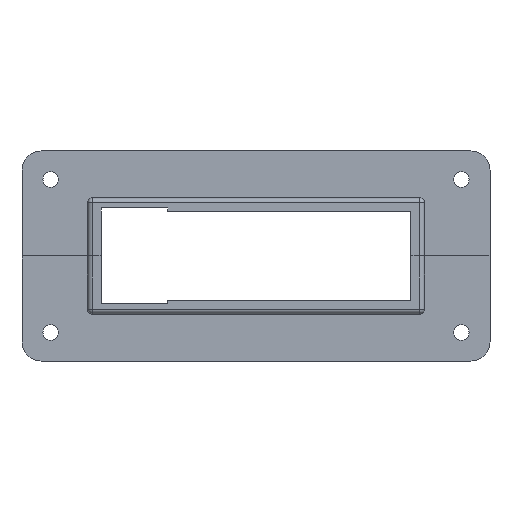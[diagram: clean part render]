
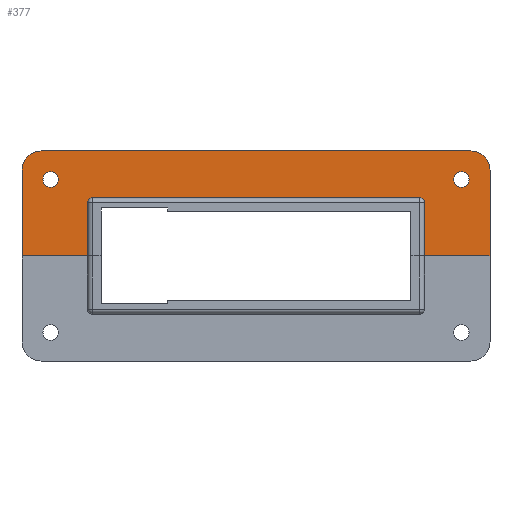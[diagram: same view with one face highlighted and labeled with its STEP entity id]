
A CAD part, top view. The second image highlights one B-rep face of the part: STEP entity #377.
In plain terms, the highlighted planar face has unit normal (0, 0, 1).
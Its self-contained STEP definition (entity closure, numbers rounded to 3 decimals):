
#107=(
BOUNDED_CURVE()
B_SPLINE_CURVE(3,(#4728,#4729,#4730,#4731),.UNSPECIFIED.,.F.,.F.)
B_SPLINE_CURVE_WITH_KNOTS((4,4),(0.,1.),.UNSPECIFIED.)
CURVE()
GEOMETRIC_REPRESENTATION_ITEM()
RATIONAL_B_SPLINE_CURVE((1.,0.805,0.805,1.))
REPRESENTATION_ITEM('')
);
#108=(
BOUNDED_CURVE()
B_SPLINE_CURVE(3,(#4741,#4742,#4743,#4744),.UNSPECIFIED.,.F.,.F.)
B_SPLINE_CURVE_WITH_KNOTS((4,4),(0.,1.),.UNSPECIFIED.)
CURVE()
GEOMETRIC_REPRESENTATION_ITEM()
RATIONAL_B_SPLINE_CURVE((1.,0.805,0.805,1.))
REPRESENTATION_ITEM('')
);
#134=FACE_BOUND('',#849,.T.);
#135=FACE_BOUND('',#850,.T.);
#136=FACE_BOUND('',#851,.T.);
#225=CIRCLE('',#3273,3.25);
#227=CIRCLE('',#3276,3.25);
#241=CIRCLE('',#3326,8.);
#243=CIRCLE('',#3330,8.);
#250=CIRCLE('',#3344,3.25);
#252=CIRCLE('',#3347,3.25);
#377=ADVANCED_FACE('',(#134,#135,#136),#532,.T.);
#532=PLANE('',#3365);
#849=EDGE_LOOP('',(#1267,#1268,#1269,#1270,#1271,#1272,#1273,#1274,#1275,
#1276,#1277,#1278));
#850=EDGE_LOOP('',(#1279,#1280));
#851=EDGE_LOOP('',(#1281,#1282));
#1267=ORIENTED_EDGE('',*,*,#2317,.T.);
#1268=ORIENTED_EDGE('',*,*,#2318,.F.);
#1269=ORIENTED_EDGE('',*,*,#2274,.T.);
#1270=ORIENTED_EDGE('',*,*,#2271,.T.);
#1271=ORIENTED_EDGE('',*,*,#2268,.T.);
#1272=ORIENTED_EDGE('',*,*,#2309,.T.);
#1273=ORIENTED_EDGE('',*,*,#2319,.T.);
#1274=ORIENTED_EDGE('',*,*,#2310,.T.);
#1275=ORIENTED_EDGE('',*,*,#2296,.T.);
#1276=ORIENTED_EDGE('',*,*,#2299,.T.);
#1277=ORIENTED_EDGE('',*,*,#2301,.T.);
#1278=ORIENTED_EDGE('',*,*,#2320,.T.);
#1279=ORIENTED_EDGE('',*,*,#2293,.T.);
#1280=ORIENTED_EDGE('',*,*,#2175,.T.);
#1281=ORIENTED_EDGE('',*,*,#2291,.T.);
#1282=ORIENTED_EDGE('',*,*,#2179,.T.);
#1889=VERTEX_POINT('',#4471);
#1890=VERTEX_POINT('',#4472);
#1893=VERTEX_POINT('',#4480);
#1894=VERTEX_POINT('',#4481);
#1956=VERTEX_POINT('',#4667);
#1957=VERTEX_POINT('',#4669);
#1959=VERTEX_POINT('',#4675);
#1961=VERTEX_POINT('',#4681);
#1971=VERTEX_POINT('',#4727);
#1972=VERTEX_POINT('',#4732);
#1973=VERTEX_POINT('',#4736);
#1974=VERTEX_POINT('',#4740);
#1978=VERTEX_POINT('',#4759);
#1979=VERTEX_POINT('',#4763);
#1982=VERTEX_POINT('',#4777);
#1983=VERTEX_POINT('',#4778);
#2175=EDGE_CURVE('',#1889,#1890,#225,.T.);
#2179=EDGE_CURVE('',#1893,#1894,#227,.T.);
#2268=EDGE_CURVE('',#1957,#1956,#241,.T.);
#2271=EDGE_CURVE('',#1959,#1957,#2688,.T.);
#2274=EDGE_CURVE('',#1961,#1959,#243,.T.);
#2291=EDGE_CURVE('',#1894,#1893,#250,.T.);
#2293=EDGE_CURVE('',#1890,#1889,#252,.T.);
#2296=EDGE_CURVE('',#1972,#1971,#107,.T.);
#2299=EDGE_CURVE('',#1971,#1973,#2701,.T.);
#2301=EDGE_CURVE('',#1973,#1974,#108,.T.);
#2309=EDGE_CURVE('',#1956,#1978,#2708,.T.);
#2310=EDGE_CURVE('',#1979,#1972,#2709,.T.);
#2317=EDGE_CURVE('',#1982,#1983,#2714,.T.);
#2318=EDGE_CURVE('',#1961,#1983,#2715,.T.);
#2319=EDGE_CURVE('',#1978,#1979,#2716,.T.);
#2320=EDGE_CURVE('',#1974,#1982,#2717,.T.);
#2688=LINE('',#4674,#3026);
#2701=LINE('',#4737,#3039);
#2708=LINE('',#4760,#3046);
#2709=LINE('',#4762,#3047);
#2714=LINE('',#4776,#3052);
#2715=LINE('',#4779,#3053);
#2716=LINE('',#4780,#3054);
#2717=LINE('',#4781,#3055);
#3026=VECTOR('',#3765,1.);
#3039=VECTOR('',#3824,1.);
#3046=VECTOR('',#3845,1.);
#3047=VECTOR('',#3848,1.);
#3052=VECTOR('',#3865,1.);
#3053=VECTOR('',#3866,1.);
#3054=VECTOR('',#3867,1.);
#3055=VECTOR('',#3868,1.);
#3273=AXIS2_PLACEMENT_3D('',#4470,#3576,#3577);
#3276=AXIS2_PLACEMENT_3D('',#4479,#3584,#3585);
#3326=AXIS2_PLACEMENT_3D('',#4668,#3759,#3760);
#3330=AXIS2_PLACEMENT_3D('',#4680,#3771,#3772);
#3344=AXIS2_PLACEMENT_3D('',#4720,#3807,#3808);
#3347=AXIS2_PLACEMENT_3D('',#4723,#3813,#3814);
#3365=AXIS2_PLACEMENT_3D('',#4782,#3869,#3870);
#3576=DIRECTION('',(0.,0.,-1.));
#3577=DIRECTION('',(-1.,0.,0.));
#3584=DIRECTION('',(0.,0.,-1.));
#3585=DIRECTION('',(-1.,0.,0.));
#3759=DIRECTION('',(0.,0.,1.));
#3760=DIRECTION('',(-1.,0.,0.));
#3765=DIRECTION('',(-1.,0.,0.));
#3771=DIRECTION('',(0.,0.,1.));
#3772=DIRECTION('',(-1.,0.,0.));
#3807=DIRECTION('',(0.,0.,-1.));
#3808=DIRECTION('',(-1.,0.,0.));
#3813=DIRECTION('',(0.,0.,-1.));
#3814=DIRECTION('',(-1.,0.,0.));
#3824=DIRECTION('',(1.,0.,0.));
#3845=DIRECTION('',(0.,-1.,0.));
#3848=DIRECTION('',(0.,1.,0.));
#3865=DIRECTION('',(1.,0.,0.));
#3866=DIRECTION('',(0.,-1.,0.));
#3867=DIRECTION('',(1.,0.,0.));
#3868=DIRECTION('',(0.,-1.,0.));
#3869=DIRECTION('',(0.,0.,1.));
#3870=DIRECTION('',(1.,0.,0.));
#4470=CARTESIAN_POINT('',(46.,32.,23.));
#4471=CARTESIAN_POINT('',(49.25,32.,23.));
#4472=CARTESIAN_POINT('',(42.75,32.,23.));
#4479=CARTESIAN_POINT('',(-126.,32.,23.));
#4480=CARTESIAN_POINT('',(-122.75,32.,23.));
#4481=CARTESIAN_POINT('',(-129.25,32.,23.));
#4667=CARTESIAN_POINT('',(-138.,36.,23.));
#4668=CARTESIAN_POINT('',(-130.,36.,23.));
#4669=CARTESIAN_POINT('',(-130.,44.,23.));
#4674=CARTESIAN_POINT('',(70.238,44.,23.));
#4675=CARTESIAN_POINT('',(50.,44.,23.));
#4680=CARTESIAN_POINT('',(50.,36.,23.));
#4681=CARTESIAN_POINT('',(58.,36.,23.));
#4720=CARTESIAN_POINT('',(-126.,32.,23.));
#4723=CARTESIAN_POINT('',(46.,32.,23.));
#4727=CARTESIAN_POINT('',(-108.587,24.337,23.));
#4728=CARTESIAN_POINT('',(-110.587,22.337,23.));
#4729=CARTESIAN_POINT('',(-110.587,23.509,23.));
#4730=CARTESIAN_POINT('',(-109.759,24.337,23.));
#4731=CARTESIAN_POINT('',(-108.587,24.337,23.));
#4732=CARTESIAN_POINT('',(-110.587,22.337,23.));
#4736=CARTESIAN_POINT('',(28.587,24.337,23.));
#4737=CARTESIAN_POINT('',(70.238,24.337,23.));
#4740=CARTESIAN_POINT('',(30.587,22.337,23.));
#4741=CARTESIAN_POINT('',(28.587,24.337,23.));
#4742=CARTESIAN_POINT('',(29.759,24.337,23.));
#4743=CARTESIAN_POINT('',(30.587,23.509,23.));
#4744=CARTESIAN_POINT('',(30.587,22.337,23.));
#4759=CARTESIAN_POINT('',(-138.,0.,23.));
#4760=CARTESIAN_POINT('',(-138.,31.014,23.));
#4762=CARTESIAN_POINT('',(-110.587,31.014,23.));
#4763=CARTESIAN_POINT('',(-110.587,0.,23.));
#4776=CARTESIAN_POINT('',(-20.,0.,23.));
#4777=CARTESIAN_POINT('',(30.587,0.,23.));
#4778=CARTESIAN_POINT('',(58.,0.,23.));
#4779=CARTESIAN_POINT('',(58.,44.,23.));
#4780=CARTESIAN_POINT('',(0.,0.,23.));
#4781=CARTESIAN_POINT('',(30.587,31.014,23.));
#4782=CARTESIAN_POINT('',(70.238,31.014,23.));
